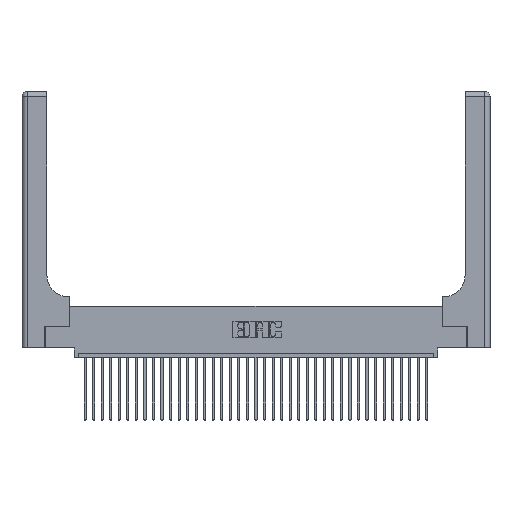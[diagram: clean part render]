
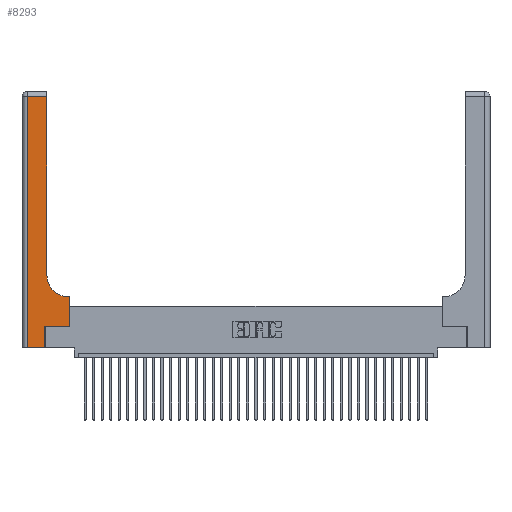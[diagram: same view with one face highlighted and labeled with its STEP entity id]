
A CAD part, top view. The second image highlights one B-rep face of the part: STEP entity #8293.
In plain terms, the highlighted planar face has unit normal (0, 0, 1).
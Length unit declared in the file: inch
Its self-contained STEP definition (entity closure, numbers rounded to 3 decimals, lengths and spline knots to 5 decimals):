
#360 = CARTESIAN_POINT ( 'NONE',  ( 0.06, 3., 0.37 ) ) ;
#495 = ORIENTED_EDGE ( 'NONE', *, *, #15818, .T. ) ;
#596 = VECTOR ( 'NONE', #9313, 39.37008 ) ;
#728 = VECTOR ( 'NONE', #30646, 39.37008 ) ;
#812 = CARTESIAN_POINT ( 'NONE',  ( 0.269, 0.25, 0.37 ) ) ;
#1904 = ORIENTED_EDGE ( 'NONE', *, *, #3476, .T. ) ;
#2547 = CARTESIAN_POINT ( 'NONE',  ( 0.2915, 2.94, 0.37 ) ) ;
#2726 = CARTESIAN_POINT ( 'NONE',  ( 0.5415, 0.85, 0.37 ) ) ;
#3476 = EDGE_CURVE ( 'NONE', #28040, #18230, #10156, .T. ) ;
#3651 = ORIENTED_EDGE ( 'NONE', *, *, #29129, .T. ) ;
#3759 = CARTESIAN_POINT ( 'NONE',  ( 0.269, 0., 0.37 ) ) ;
#3855 = EDGE_CURVE ( 'NONE', #18230, #9079, #17963, .T. ) ;
#3961 = CARTESIAN_POINT ( 'NONE',  ( 0.5585, 0.25, 0.37 ) ) ;
#3992 = ORIENTED_EDGE ( 'NONE', *, *, #15218, .T. ) ;
#4256 = ORIENTED_EDGE ( 'NONE', *, *, #20487, .T. ) ;
#4496 = ORIENTED_EDGE ( 'NONE', *, *, #23664, .T. ) ;
#5019 = ORIENTED_EDGE ( 'NONE', *, *, #13548, .T. ) ;
#5582 = DIRECTION ( 'NONE',  ( 1., 0., 0. ) ) ;
#5725 = AXIS2_PLACEMENT_3D ( 'NONE', #17333, #14910, #9404 ) ;
#5922 = DIRECTION ( 'NONE',  ( 0., 1., 0. ) ) ;
#6172 = CARTESIAN_POINT ( 'NONE',  ( 0.5585, 0.25, 0.37 ) ) ;
#6349 = DIRECTION ( 'NONE',  ( 1., 0., 0. ) ) ;
#6562 = CARTESIAN_POINT ( 'NONE',  ( 0.269, 0., 0.37 ) ) ;
#6603 = DIRECTION ( 'NONE',  ( 0., 1., 0. ) ) ;
#7191 = VERTEX_POINT ( 'NONE', #15961 ) ;
#8293 = ADVANCED_FACE ( 'NONE', ( #12494 ), #28896, .F. ) ;
#8785 = CARTESIAN_POINT ( 'NONE',  ( 0., 0., 0.37 ) ) ;
#9010 = CARTESIAN_POINT ( 'NONE',  ( 0.5585, 0.6, 0.37 ) ) ;
#9079 = VERTEX_POINT ( 'NONE', #28381 ) ;
#9313 = DIRECTION ( 'NONE',  ( 0., 1., 0. ) ) ;
#9404 = DIRECTION ( 'NONE',  ( -1., 0., 0. ) ) ;
#9475 = VERTEX_POINT ( 'NONE', #6562 ) ;
#10156 = LINE ( 'NONE', #6172, #23728 ) ;
#10236 = LINE ( 'NONE', #8785, #28667 ) ;
#12015 = VECTOR ( 'NONE', #16847, 39.37008 ) ;
#12494 = FACE_OUTER_BOUND ( 'NONE', #21061, .T. ) ;
#13318 = ORIENTED_EDGE ( 'NONE', *, *, #26682, .T. ) ;
#13548 = EDGE_CURVE ( 'NONE', #29264, #28040, #34527, .T. ) ;
#13639 = VECTOR ( 'NONE', #35970, 39.37008 ) ;
#14910 = DIRECTION ( 'NONE',  ( 0., 0., -1. ) ) ;
#15049 = LINE ( 'NONE', #26084, #596 ) ;
#15218 = EDGE_CURVE ( 'NONE', #7191, #15290, #26002, .T. ) ;
#15290 = VERTEX_POINT ( 'NONE', #26176 ) ;
#15818 = EDGE_CURVE ( 'NONE', #9475, #29264, #28245, .T. ) ;
#15961 = CARTESIAN_POINT ( 'NONE',  ( 0.06, 2.94, 0.37 ) ) ;
#16847 = DIRECTION ( 'NONE',  ( 0., -1., 0. ) ) ;
#16911 = VECTOR ( 'NONE', #30493, 39.37008 ) ;
#17333 = CARTESIAN_POINT ( 'NONE',  ( 0., 3., 0.37 ) ) ;
#17403 = ORIENTED_EDGE ( 'NONE', *, *, #3855, .T. ) ;
#17963 = LINE ( 'NONE', #25163, #13639 ) ;
#18001 = CARTESIAN_POINT ( 'NONE',  ( 0.2915, 0.85, 0.37 ) ) ;
#18230 = VERTEX_POINT ( 'NONE', #9010 ) ;
#19564 = CARTESIAN_POINT ( 'NONE',  ( 0., 2.94, 0.37 ) ) ;
#20487 = EDGE_CURVE ( 'NONE', #20845, #7191, #27476, .T. ) ;
#20845 = VERTEX_POINT ( 'NONE', #2547 ) ;
#20936 = CIRCLE ( 'NONE', #26264, 0.25 ) ;
#21061 = EDGE_LOOP ( 'NONE', ( #4496, #4256, #3992, #3651, #495, #5019, #1904, #17403, #13318 ) ) ;
#23664 = EDGE_CURVE ( 'NONE', #35980, #20845, #15049, .T. ) ;
#23728 = VECTOR ( 'NONE', #5922, 39.37008 ) ;
#25163 = CARTESIAN_POINT ( 'NONE',  ( 0.2915, 0.6, 0.37 ) ) ;
#26002 = LINE ( 'NONE', #360, #12015 ) ;
#26084 = CARTESIAN_POINT ( 'NONE',  ( 0.2915, 3., 0.37 ) ) ;
#26176 = CARTESIAN_POINT ( 'NONE',  ( 0.06, 0., 0.37 ) ) ;
#26264 = AXIS2_PLACEMENT_3D ( 'NONE', #2726, #33264, #5582 ) ;
#26682 = EDGE_CURVE ( 'NONE', #9079, #35980, #20936, .T. ) ;
#27476 = LINE ( 'NONE', #19564, #728 ) ;
#28040 = VERTEX_POINT ( 'NONE', #3961 ) ;
#28245 = LINE ( 'NONE', #3759, #32186 ) ;
#28381 = CARTESIAN_POINT ( 'NONE',  ( 0.5415, 0.6, 0.37 ) ) ;
#28667 = VECTOR ( 'NONE', #6349, 39.37008 ) ;
#28896 = PLANE ( 'NONE',  #5725 ) ;
#29129 = EDGE_CURVE ( 'NONE', #15290, #9475, #10236, .T. ) ;
#29264 = VERTEX_POINT ( 'NONE', #812 ) ;
#30493 = DIRECTION ( 'NONE',  ( 1., 0., 0. ) ) ;
#30646 = DIRECTION ( 'NONE',  ( -1., 0., 0. ) ) ;
#32186 = VECTOR ( 'NONE', #6603, 39.37008 ) ;
#33264 = DIRECTION ( 'NONE',  ( 0., 0., -1. ) ) ;
#34527 = LINE ( 'NONE', #36263, #16911 ) ;
#35970 = DIRECTION ( 'NONE',  ( -1., 0., 0. ) ) ;
#35980 = VERTEX_POINT ( 'NONE', #18001 ) ;
#36263 = CARTESIAN_POINT ( 'NONE',  ( 0.269, 0.25, 0.37 ) ) ;
